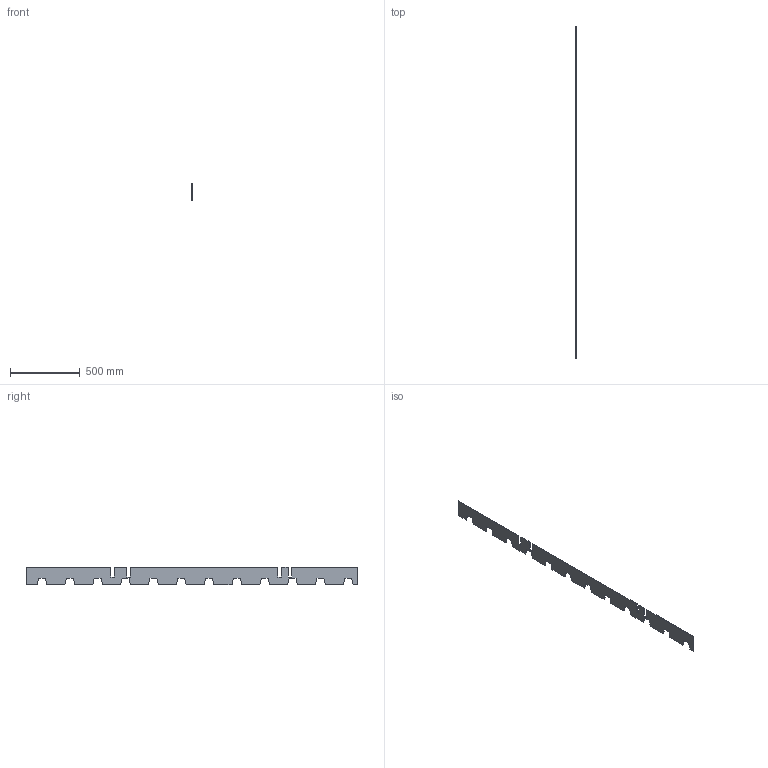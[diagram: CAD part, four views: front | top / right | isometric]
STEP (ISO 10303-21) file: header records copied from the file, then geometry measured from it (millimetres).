
FILE_DESCRIPTION(('CATIA V5 STEP Exchange'),'2;1');
FILE_NAME('1.stp','2023-07-18T20:49:30+00:00',('none'),('none'),'CATIA Version 5 Release 20 GA (IN-10)','CATIA V5 STEP AP203','none');
FILE_SCHEMA(('CONFIG_CONTROL_DESIGN'));
Length unit declared in the file: millimetre
Products named in the file (1): 1
Bounding box: 5 x 2385 x 125 mm (x, y, z)
Volume: 1293625 mm3; surface area: 549681.7 mm2
Topology: 1 solids, 1 shells, 81 faces, 237 edges, 158 vertices
Faces by surface type: plane 81
Entity records: 2472 total; most frequent: ORIENTED_EDGE 474, CARTESIAN_POINT 437, DIRECTION 319, VECTOR 237, EDGE_CURVE 237, LINE 237, VERTEX_POINT 158, ADVANCED_FACE 81
